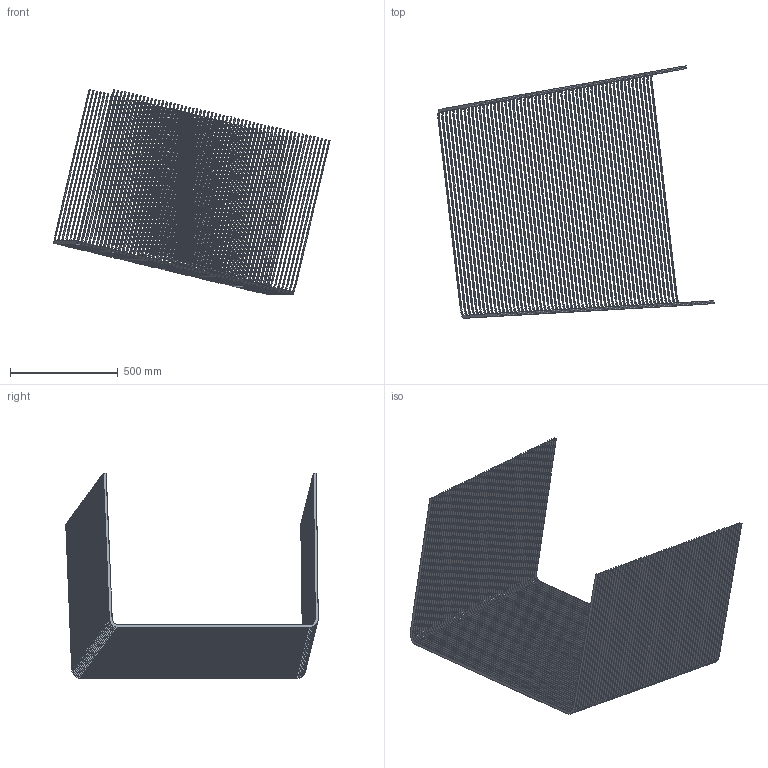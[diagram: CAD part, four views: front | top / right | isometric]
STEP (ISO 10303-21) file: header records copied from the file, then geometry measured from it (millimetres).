
FILE_DESCRIPTION(('FreeCAD Model'),'2;1');
FILE_NAME('detailed_WCLL/step/first_wall_coolant_sample_envelope_2.step' ,'2018-03-07T12:03:22',('FreeCAD'),('FreeCAD'), 'Open CASCADE STEP processor 7.1','FreeCAD','Unknown');
FILE_SCHEMA(('AUTOMOTIVE_DESIGN_CC2 { 1 2 10303 214 -1 1 5 4 }'));
Length unit declared in the file: millimetre
Products named in the file (59): Open CASCADE STEP translator 7.1 1; Open CASCADE STEP translator 7.1 1.1; Open CASCADE STEP translator 7.1 1.2; Open CASCADE STEP translator 7.1 1.3; Open CASCADE STEP translator 7.1 1.4; Open CASCADE STEP translator 7.1 1.5; Open CASCADE STEP translator 7.1 1.6; Open CASCADE STEP translator 7.1 1.7; Open CASCADE STEP translator 7.1 1.8; Open CASCADE STEP translator 7.1 1.9; Open CASCADE STEP translator 7.1 1.10; Open CASCADE STEP translator 7.1 1.11; Open CASCADE STEP translator 7.1 1.12; Open CASCADE STEP translator 7.1 1.13; Open CASCADE STEP translator 7.1 1.14; Open CASCADE STEP translator 7.1 1.15; Open CASCADE STEP translator 7.1 1.16; Open CASCADE STEP translator 7.1 1.17; Open CASCADE STEP translator 7.1 1.18; Open CASCADE STEP translator 7.1 1.19; Open CASCADE STEP translator 7.1 1.20; Open CASCADE STEP translator 7.1 1.21; Open CASCADE STEP translator 7.1 1.22; Open CASCADE STEP translator 7.1 1.23; Open CASCADE STEP translator 7.1 1.24; Open CASCADE STEP translator 7.1 1.25; Open CASCADE STEP translator 7.1 1.26; Open CASCADE STEP translator 7.1 1.27; Open CASCADE STEP translator 7.1 1.28; Open CASCADE STEP translator 7.1 1.29; Open CASCADE STEP translator 7.1 1.30; Open CASCADE STEP translator 7.1 1.31; Open CASCADE STEP translator 7.1 1.32; Open CASCADE STEP translator 7.1 1.33; Open CASCADE STEP translator 7.1 1.34; Open CASCADE STEP translator 7.1 1.35; Open CASCADE STEP translator 7.1 1.36; Open CASCADE STEP translator 7.1 1.37; Open CASCADE STEP translator 7.1 1.38; Open CASCADE STEP translator 7.1 1.39 ...
Assembly tree (58 placements, depth 2):
  Open CASCADE STEP translator 7.1 1
    Open CASCADE STEP translator 7.1 1.1
    Open CASCADE STEP translator 7.1 1.2
    Open CASCADE STEP translator 7.1 1.3
    Open CASCADE STEP translator 7.1 1.4
    Open CASCADE STEP translator 7.1 1.5
    Open CASCADE STEP translator 7.1 1.6
    Open CASCADE STEP translator 7.1 1.7
    Open CASCADE STEP translator 7.1 1.8
    Open CASCADE STEP translator 7.1 1.9
    Open CASCADE STEP translator 7.1 1.10
    Open CASCADE STEP translator 7.1 1.11
    Open CASCADE STEP translator 7.1 1.12
    Open CASCADE STEP translator 7.1 1.13
    Open CASCADE STEP translator 7.1 1.14
    Open CASCADE STEP translator 7.1 1.15
    Open CASCADE STEP translator 7.1 1.16
    Open CASCADE STEP translator 7.1 1.17
    Open CASCADE STEP translator 7.1 1.18
    Open CASCADE STEP translator 7.1 1.19
    Open CASCADE STEP translator 7.1 1.20
    Open CASCADE STEP translator 7.1 1.21
    Open CASCADE STEP translator 7.1 1.22
    Open CASCADE STEP translator 7.1 1.23
    Open CASCADE STEP translator 7.1 1.24
    Open CASCADE STEP translator 7.1 1.25
    Open CASCADE STEP translator 7.1 1.26
    Open CASCADE STEP translator 7.1 1.27
    Open CASCADE STEP translator 7.1 1.28
    Open CASCADE STEP translator 7.1 1.29
    Open CASCADE STEP translator 7.1 1.30
    Open CASCADE STEP translator 7.1 1.31
    Open CASCADE STEP translator 7.1 1.32
    Open CASCADE STEP translator 7.1 1.33
    Open CASCADE STEP translator 7.1 1.34
    Open CASCADE STEP translator 7.1 1.35
    Open CASCADE STEP translator 7.1 1.36
    Open CASCADE STEP translator 7.1 1.37
    Open CASCADE STEP translator 7.1 1.38
    Open CASCADE STEP translator 7.1 1.39
    Open CASCADE STEP translator 7.1 1.40
    Open CASCADE STEP translator 7.1 1.41
    Open CASCADE STEP translator 7.1 1.42
    Open CASCADE STEP translator 7.1 1.43
    Open CASCADE STEP translator 7.1 1.44
    Open CASCADE STEP translator 7.1 1.45
    Open CASCADE STEP translator 7.1 1.46
    Open CASCADE STEP translator 7.1 1.47
    Open CASCADE STEP translator 7.1 1.48
    Open CASCADE STEP translator 7.1 1.49
    Open CASCADE STEP translator 7.1 1.50
    Open CASCADE STEP translator 7.1 1.51
    Open CASCADE STEP translator 7.1 1.52
    Open CASCADE STEP translator 7.1 1.53
    Open CASCADE STEP translator 7.1 1.54
    Open CASCADE STEP translator 7.1 1.55
    Open CASCADE STEP translator 7.1 1.56
    Open CASCADE STEP translator 7.1 1.57
    Open CASCADE STEP translator 7.1 1.58
Bounding box: 1281.28 x 1170.89 x 952.65 mm (x, y, z)
Volume: 8619700.3 mm3; surface area: 5115029.5 mm2
Topology: 58 solids, 58 shells, 812 faces, 2088 edges, 1392 vertices
Faces by surface type: plane 580, cylinder 232
Entity records: 53144 total; most frequent: CARTESIAN_POINT 14559, DIRECTION 5686, ORIENTED_EDGE 4176, PCURVE 4176, DEFINITIONAL_REPRESENTATION 4176, B_SPLINE_CURVE_WITH_KNOTS 2784, LINE 2552, VECTOR 2552
